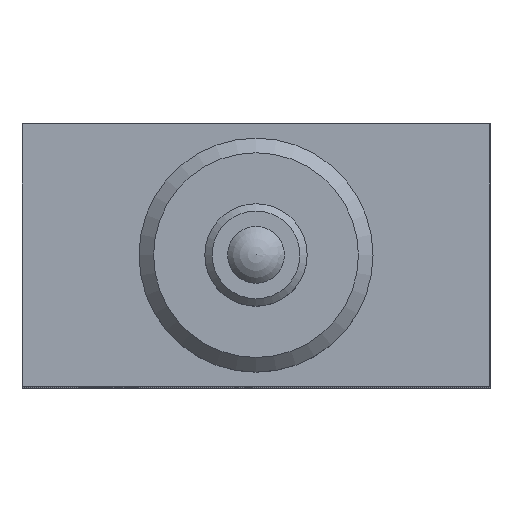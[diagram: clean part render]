
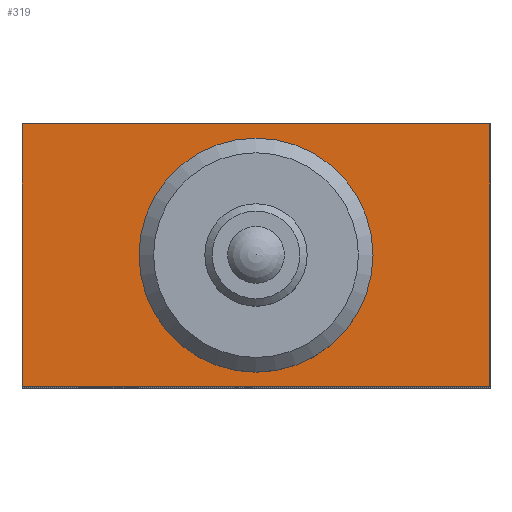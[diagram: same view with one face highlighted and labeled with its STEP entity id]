
A CAD part, top view. The second image highlights one B-rep face of the part: STEP entity #319.
In plain terms, the highlighted planar face has unit normal (0, 0, 1).
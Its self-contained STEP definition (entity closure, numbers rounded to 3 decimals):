
#166=CARTESIAN_POINT('',(-8.0,0.0,28.5));
#167=VERTEX_POINT('',#166);
#168=CARTESIAN_POINT('',(0.0,0.0,28.5));
#169=DIRECTION('',(0.0,0.0,-1.0));
#170=DIRECTION('',(-1.0,0.0,0.0));
#171=AXIS2_PLACEMENT_3D('',#168,#169,#170);
#172=CIRCLE('',#171,8.0);
#173=EDGE_CURVE('',#167,#167,#172,.T.);
#186=CARTESIAN_POINT('',(15.99,8.99,28.5));
#187=VERTEX_POINT('',#186);
#188=CARTESIAN_POINT('',(15.99,-8.99,28.5));
#189=VERTEX_POINT('',#188);
#190=CARTESIAN_POINT('',(15.99,8.99,28.5));
#191=DIRECTION('',(0.0,-1.0,0.0));
#192=VECTOR('',#191,17.98);
#193=LINE('',#190,#192);
#194=EDGE_CURVE('',#187,#189,#193,.T.);
#226=CARTESIAN_POINT('',(-15.99,-8.99,28.5));
#227=VERTEX_POINT('',#226);
#228=CARTESIAN_POINT('',(15.99,-8.99,28.5));
#229=DIRECTION('',(-1.0,0.0,0.0));
#230=VECTOR('',#229,31.98);
#231=LINE('',#228,#230);
#232=EDGE_CURVE('',#189,#227,#231,.T.);
#257=CARTESIAN_POINT('',(-15.99,8.99,28.5));
#258=VERTEX_POINT('',#257);
#259=CARTESIAN_POINT('',(-15.99,-8.99,28.5));
#260=DIRECTION('',(0.0,1.0,0.0));
#261=VECTOR('',#260,17.98);
#262=LINE('',#259,#261);
#263=EDGE_CURVE('',#227,#258,#262,.T.);
#288=CARTESIAN_POINT('',(-15.99,8.99,28.5));
#289=DIRECTION('',(1.0,0.0,0.0));
#290=VECTOR('',#289,31.98);
#291=LINE('',#288,#290);
#292=EDGE_CURVE('',#258,#187,#291,.T.);
#305=CARTESIAN_POINT('',(0.,0.,28.5));
#306=DIRECTION('',(0.0,0.0,1.0));
#307=DIRECTION('',(1.0,0.0,0.0));
#308=AXIS2_PLACEMENT_3D('',#305,#306,#307);
#309=PLANE('',#308);
#310=ORIENTED_EDGE('',*,*,#194,.F.);
#311=ORIENTED_EDGE('',*,*,#292,.F.);
#312=ORIENTED_EDGE('',*,*,#263,.F.);
#313=ORIENTED_EDGE('',*,*,#232,.F.);
#314=EDGE_LOOP('',(#310,#311,#312,#313));
#315=FACE_OUTER_BOUND('',#314,.T.);
#316=ORIENTED_EDGE('',*,*,#173,.T.);
#317=EDGE_LOOP('',(#316));
#318=FACE_BOUND('',#317,.T.);
#319=ADVANCED_FACE('',(#315,#318),#309,.T.);
